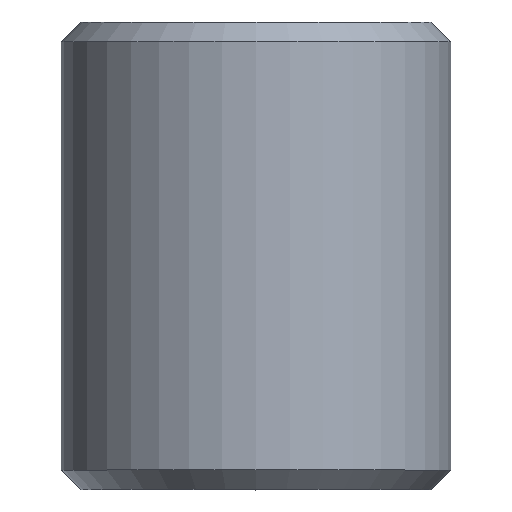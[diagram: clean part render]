
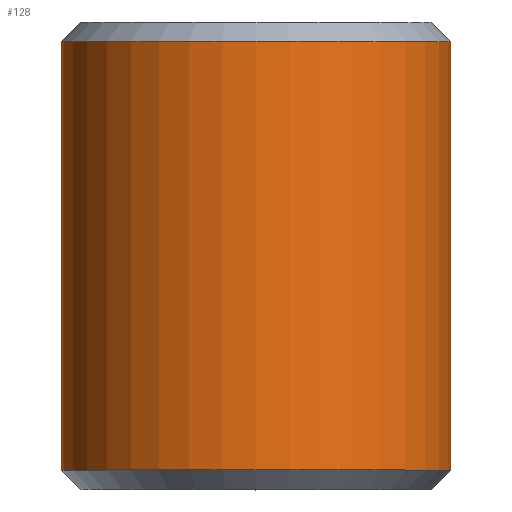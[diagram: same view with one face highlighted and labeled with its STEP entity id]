
A CAD part, top view. The second image highlights one B-rep face of the part: STEP entity #128.
In plain terms, the highlighted cylindrical face has radius 5 mm (diameter 10 mm), a full revolution.
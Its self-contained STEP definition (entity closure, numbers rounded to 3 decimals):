
#20=CYLINDRICAL_SURFACE('',#166,5.);
#26=FACE_OUTER_BOUND('',#34,.T.);
#34=EDGE_LOOP('',(#110,#111,#112,#113,#114));
#44=LINE('',#245,#50);
#50=VECTOR('',#208,5.);
#51=CIRCLE('',#152,5.);
#56=CIRCLE('',#159,5.);
#57=CIRCLE('',#160,5.);
#61=VERTEX_POINT('',#215);
#66=VERTEX_POINT('',#229);
#67=VERTEX_POINT('',#230);
#71=EDGE_CURVE('',#61,#61,#51,.T.);
#78=EDGE_CURVE('',#66,#67,#56,.T.);
#79=EDGE_CURVE('',#67,#66,#57,.T.);
#86=EDGE_CURVE('',#66,#61,#44,.T.);
#110=ORIENTED_EDGE('',*,*,#78,.T.);
#111=ORIENTED_EDGE('',*,*,#79,.T.);
#112=ORIENTED_EDGE('',*,*,#86,.T.);
#113=ORIENTED_EDGE('',*,*,#71,.T.);
#114=ORIENTED_EDGE('',*,*,#86,.F.);
#128=ADVANCED_FACE('',(#26),#20,.T.);
#152=AXIS2_PLACEMENT_3D('',#216,#173,#174);
#159=AXIS2_PLACEMENT_3D('',#231,#189,#190);
#160=AXIS2_PLACEMENT_3D('',#232,#191,#192);
#166=AXIS2_PLACEMENT_3D('',#244,#206,#207);
#173=DIRECTION('center_axis',(0.,-1.,0.));
#174=DIRECTION('ref_axis',(0.,0.,1.));
#189=DIRECTION('center_axis',(0.,1.,0.));
#190=DIRECTION('ref_axis',(0.,0.,1.));
#191=DIRECTION('center_axis',(0.,1.,0.));
#192=DIRECTION('ref_axis',(0.,0.,1.));
#206=DIRECTION('center_axis',(0.,-1.,0.));
#207=DIRECTION('ref_axis',(0.,0.,-1.));
#208=DIRECTION('',(0.,1.,0.));
#215=CARTESIAN_POINT('',(0.,11.5,5.));
#216=CARTESIAN_POINT('Origin',(0.,11.5,0.));
#229=CARTESIAN_POINT('',(0.,0.5,5.));
#230=CARTESIAN_POINT('',(0.,0.5,-5.));
#231=CARTESIAN_POINT('Origin',(0.,0.5,0.));
#232=CARTESIAN_POINT('Origin',(0.,0.5,0.));
#244=CARTESIAN_POINT('Origin',(0.,12.,0.));
#245=CARTESIAN_POINT('',(0.,12.,5.));
